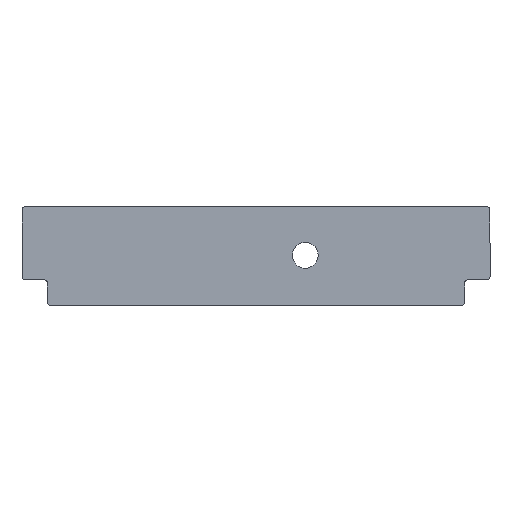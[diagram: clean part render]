
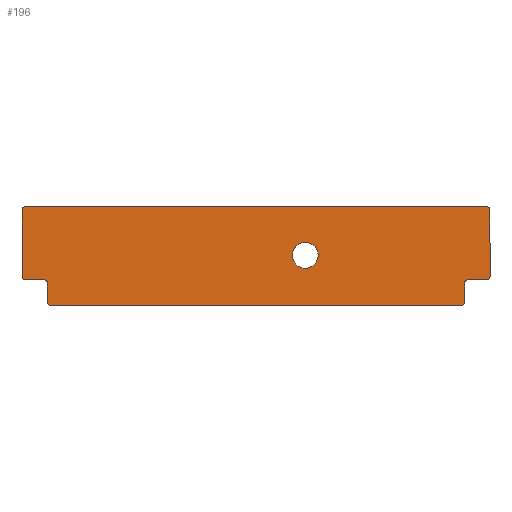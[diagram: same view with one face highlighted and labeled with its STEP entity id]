
A CAD part, top view. The second image highlights one B-rep face of the part: STEP entity #196.
In plain terms, the highlighted planar face has unit normal (0, 0, 1).
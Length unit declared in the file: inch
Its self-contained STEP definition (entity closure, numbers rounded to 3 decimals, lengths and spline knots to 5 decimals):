
#3 = VECTOR ( 'NONE', #130, 39.37008 ) ;
#7 = VECTOR ( 'NONE', #508, 39.37008 ) ;
#8 = DIRECTION ( 'NONE',  ( -1., 0., 0. ) ) ;
#14 = CARTESIAN_POINT ( 'NONE',  ( 9.375, 1.155, 0.25 ) ) ;
#16 = VERTEX_POINT ( 'NONE', #278 ) ;
#18 = EDGE_CURVE ( 'NONE', #147, #264, #214, .T. ) ;
#20 = ORIENTED_EDGE ( 'NONE', *, *, #491, .T. ) ;
#22 = CARTESIAN_POINT ( 'NONE',  ( 0., 0., 0.25 ) ) ;
#24 = CARTESIAN_POINT ( 'NONE',  ( -9.5, 4., 0.25 ) ) ;
#29 = VERTEX_POINT ( 'NONE', #316 ) ;
#31 = CARTESIAN_POINT ( 'NONE',  ( 2., 2.02756, 0.25 ) ) ;
#32 = AXIS2_PLACEMENT_3D ( 'NONE', #44, #126, #592 ) ;
#34 = EDGE_CURVE ( 'NONE', #66, #448, #160, .T. ) ;
#44 = CARTESIAN_POINT ( 'NONE',  ( 2., 2.02756, 0.25 ) ) ;
#46 = VECTOR ( 'NONE', #224, 39.37008 ) ;
#47 = LINE ( 'NONE', #477, #46 ) ;
#59 = VERTEX_POINT ( 'NONE', #490 ) ;
#60 = CARTESIAN_POINT ( 'NONE',  ( 8.595, 0.905, 0.25 ) ) ;
#62 = EDGE_CURVE ( 'NONE', #252, #16, #146, .T. ) ;
#64 = AXIS2_PLACEMENT_3D ( 'NONE', #481, #571, #97 ) ;
#65 = LINE ( 'NONE', #24, #3 ) ;
#66 = VERTEX_POINT ( 'NONE', #291 ) ;
#67 = EDGE_CURVE ( 'NONE', #427, #403, #65, .T. ) ;
#70 = VERTEX_POINT ( 'NONE', #120 ) ;
#72 = CARTESIAN_POINT ( 'NONE',  ( -8.5, 0., 0.25 ) ) ;
#81 = ORIENTED_EDGE ( 'NONE', *, *, #499, .T. ) ;
#89 = CARTESIAN_POINT ( 'NONE',  ( -8.47, 0., 0.25 ) ) ;
#94 = CARTESIAN_POINT ( 'NONE',  ( -8.345, 0., 0.25 ) ) ;
#97 = DIRECTION ( 'NONE',  ( -1., 0., 0. ) ) ;
#109 = VECTOR ( 'NONE', #364, 39.37008 ) ;
#114 = DIRECTION ( 'NONE',  ( 0., 0., 1. ) ) ;
#115 = DIRECTION ( 'NONE',  ( -1., 0., 0. ) ) ;
#118 = DIRECTION ( 'NONE',  ( 0., 0., 1. ) ) ;
#120 = CARTESIAN_POINT ( 'NONE',  ( 8.47, 0.905, 0.25 ) ) ;
#124 = EDGE_CURVE ( 'NONE', #16, #647, #650, .T. ) ;
#126 = DIRECTION ( 'NONE',  ( 0., 0., 1. ) ) ;
#130 = DIRECTION ( 'NONE',  ( -1., 0., 0. ) ) ;
#132 = CARTESIAN_POINT ( 'NONE',  ( -8.47, 0.905, 0.25 ) ) ;
#133 = DIRECTION ( 'NONE',  ( -1., 0., 0. ) ) ;
#134 = ORIENTED_EDGE ( 'NONE', *, *, #328, .F. ) ;
#139 = EDGE_CURVE ( 'NONE', #264, #159, #644, .T. ) ;
#146 = CIRCLE ( 'NONE', #595, 0.125 ) ;
#147 = VERTEX_POINT ( 'NONE', #435 ) ;
#148 = LINE ( 'NONE', #153, #109 ) ;
#149 = AXIS2_PLACEMENT_3D ( 'NONE', #22, #484, #493 ) ;
#153 = CARTESIAN_POINT ( 'NONE',  ( 9.5, 4., 0.25 ) ) ;
#154 = EDGE_CURVE ( 'NONE', #187, #252, #603, .T. ) ;
#156 = ORIENTED_EDGE ( 'NONE', *, *, #536, .T. ) ;
#159 = VERTEX_POINT ( 'NONE', #548 ) ;
#160 = CIRCLE ( 'NONE', #32, 0.525 ) ;
#162 = CARTESIAN_POINT ( 'NONE',  ( -9.375, 4., 0.25 ) ) ;
#164 = VERTEX_POINT ( 'NONE', #389 ) ;
#178 = DIRECTION ( 'NONE',  ( 0., -1., 0. ) ) ;
#180 = ORIENTED_EDGE ( 'NONE', *, *, #62, .T. ) ;
#181 = CARTESIAN_POINT ( 'NONE',  ( -9.5, 3.875, 0.25 ) ) ;
#182 = ORIENTED_EDGE ( 'NONE', *, *, #34, .F. ) ;
#186 = DIRECTION ( 'NONE',  ( 1., 0., 0. ) ) ;
#187 = VERTEX_POINT ( 'NONE', #181 ) ;
#191 = ORIENTED_EDGE ( 'NONE', *, *, #513, .T. ) ;
#192 = AXIS2_PLACEMENT_3D ( 'NONE', #14, #114, #333 ) ;
#196 = ADVANCED_FACE ( 'NONE', ( #432, #384 ), #488, .F. ) ;
#214 = CIRCLE ( 'NONE', #64, 0.125 ) ;
#216 = CIRCLE ( 'NONE', #192, 0.125 ) ;
#224 = DIRECTION ( 'NONE',  ( 0., 1., 0. ) ) ;
#227 = CARTESIAN_POINT ( 'NONE',  ( 9.375, 3.875, 0.25 ) ) ;
#230 = VECTOR ( 'NONE', #658, 39.37008 ) ;
#234 = CARTESIAN_POINT ( 'NONE',  ( -8.595, 1.03, 0.25 ) ) ;
#247 = LINE ( 'NONE', #345, #230 ) ;
#252 = VERTEX_POINT ( 'NONE', #609 ) ;
#264 = VERTEX_POINT ( 'NONE', #94 ) ;
#274 = VECTOR ( 'NONE', #178, 39.37008 ) ;
#276 = AXIS2_PLACEMENT_3D ( 'NONE', #60, #525, #8 ) ;
#277 = CARTESIAN_POINT ( 'NONE',  ( -9.375, 3.875, 0.25 ) ) ;
#278 = CARTESIAN_POINT ( 'NONE',  ( -9.375, 1.03, 0.25 ) ) ;
#282 = DIRECTION ( 'NONE',  ( 0., 0., 1. ) ) ;
#291 = CARTESIAN_POINT ( 'NONE',  ( 2., 1.50256, 0.25 ) ) ;
#292 = ORIENTED_EDGE ( 'NONE', *, *, #398, .T. ) ;
#297 = CIRCLE ( 'NONE', #385, 0.125 ) ;
#304 = VERTEX_POINT ( 'NONE', #312 ) ;
#306 = VECTOR ( 'NONE', #339, 39.37008 ) ;
#308 = AXIS2_PLACEMENT_3D ( 'NONE', #277, #587, #677 ) ;
#312 = CARTESIAN_POINT ( 'NONE',  ( 9.375, 1.03, 0.25 ) ) ;
#316 = CARTESIAN_POINT ( 'NONE',  ( 9.5, 3.875, 0.25 ) ) ;
#328 = EDGE_CURVE ( 'NONE', #448, #66, #494, .T. ) ;
#333 = DIRECTION ( 'NONE',  ( -1., 0., 0. ) ) ;
#338 = EDGE_CURVE ( 'NONE', #164, #304, #247, .T. ) ;
#339 = DIRECTION ( 'NONE',  ( 1., 0., 0. ) ) ;
#343 = CARTESIAN_POINT ( 'NONE',  ( -9.5, 4., 0.25 ) ) ;
#345 = CARTESIAN_POINT ( 'NONE',  ( 0., 1.03, 0.25 ) ) ;
#347 = VECTOR ( 'NONE', #186, 39.37008 ) ;
#353 = CARTESIAN_POINT ( 'NONE',  ( 9.5, 1.155, 0.25 ) ) ;
#364 = DIRECTION ( 'NONE',  ( 0., 1., 0. ) ) ;
#377 = EDGE_LOOP ( 'NONE', ( #594, #292, #191, #156, #511, #476, #81, #469, #521, #559, #506, #180, #531, #563, #20, #421 ) ) ;
#383 = AXIS2_PLACEMENT_3D ( 'NONE', #420, #516, #417 ) ;
#384 = FACE_OUTER_BOUND ( 'NONE', #377, .T. ) ;
#385 = AXIS2_PLACEMENT_3D ( 'NONE', #569, #515, #419 ) ;
#389 = CARTESIAN_POINT ( 'NONE',  ( 8.595, 1.03, 0.25 ) ) ;
#396 = CARTESIAN_POINT ( 'NONE',  ( 0., 1.03, 0.25 ) ) ;
#398 = EDGE_CURVE ( 'NONE', #159, #59, #634, .T. ) ;
#403 = VERTEX_POINT ( 'NONE', #162 ) ;
#413 = LINE ( 'NONE', #89, #7 ) ;
#417 = DIRECTION ( 'NONE',  ( -1., 0., 0. ) ) ;
#419 = DIRECTION ( 'NONE',  ( -1., 0., 0. ) ) ;
#420 = CARTESIAN_POINT ( 'NONE',  ( 8.345, 0.125, 0.25 ) ) ;
#421 = ORIENTED_EDGE ( 'NONE', *, *, #18, .T. ) ;
#427 = VERTEX_POINT ( 'NONE', #625 ) ;
#432 = FACE_BOUND ( 'NONE', #451, .T. ) ;
#433 = CIRCLE ( 'NONE', #308, 0.125 ) ;
#435 = CARTESIAN_POINT ( 'NONE',  ( -8.47, 0.125, 0.25 ) ) ;
#448 = VERTEX_POINT ( 'NONE', #657 ) ;
#451 = EDGE_LOOP ( 'NONE', ( #182, #134 ) ) ;
#462 = VERTEX_POINT ( 'NONE', #353 ) ;
#465 = AXIS2_PLACEMENT_3D ( 'NONE', #31, #655, #133 ) ;
#469 = ORIENTED_EDGE ( 'NONE', *, *, #641, .T. ) ;
#476 = ORIENTED_EDGE ( 'NONE', *, *, #678, .T. ) ;
#477 = CARTESIAN_POINT ( 'NONE',  ( 8.47, 0., 0.25 ) ) ;
#481 = CARTESIAN_POINT ( 'NONE',  ( -8.345, 0.125, 0.25 ) ) ;
#484 = DIRECTION ( 'NONE',  ( 0., 0., -1. ) ) ;
#488 = PLANE ( 'NONE',  #149 ) ;
#490 = CARTESIAN_POINT ( 'NONE',  ( 8.47, 0.125, 0.25 ) ) ;
#491 = EDGE_CURVE ( 'NONE', #656, #147, #413, .T. ) ;
#493 = DIRECTION ( 'NONE',  ( -1., 0., 0. ) ) ;
#494 = CIRCLE ( 'NONE', #465, 0.525 ) ;
#499 = EDGE_CURVE ( 'NONE', #462, #29, #148, .T. ) ;
#503 = EDGE_CURVE ( 'NONE', #647, #656, #297, .T. ) ;
#504 = CIRCLE ( 'NONE', #669, 0.125 ) ;
#506 = ORIENTED_EDGE ( 'NONE', *, *, #154, .T. ) ;
#508 = DIRECTION ( 'NONE',  ( 0., -1., 0. ) ) ;
#511 = ORIENTED_EDGE ( 'NONE', *, *, #338, .T. ) ;
#513 = EDGE_CURVE ( 'NONE', #59, #70, #47, .T. ) ;
#515 = DIRECTION ( 'NONE',  ( 0., 0., -1. ) ) ;
#516 = DIRECTION ( 'NONE',  ( 0., 0., 1. ) ) ;
#521 = ORIENTED_EDGE ( 'NONE', *, *, #67, .T. ) ;
#525 = DIRECTION ( 'NONE',  ( 0., 0., -1. ) ) ;
#531 = ORIENTED_EDGE ( 'NONE', *, *, #124, .T. ) ;
#535 = CARTESIAN_POINT ( 'NONE',  ( -9.375, 1.155, 0.25 ) ) ;
#536 = EDGE_CURVE ( 'NONE', #70, #164, #649, .T. ) ;
#544 = DIRECTION ( 'NONE',  ( -1., 0., 0. ) ) ;
#548 = CARTESIAN_POINT ( 'NONE',  ( 8.345, 0., 0.25 ) ) ;
#559 = ORIENTED_EDGE ( 'NONE', *, *, #561, .T. ) ;
#561 = EDGE_CURVE ( 'NONE', #403, #187, #433, .T. ) ;
#563 = ORIENTED_EDGE ( 'NONE', *, *, #503, .T. ) ;
#569 = CARTESIAN_POINT ( 'NONE',  ( -8.595, 0.905, 0.25 ) ) ;
#571 = DIRECTION ( 'NONE',  ( 0., 0., 1. ) ) ;
#587 = DIRECTION ( 'NONE',  ( 0., 0., 1. ) ) ;
#592 = DIRECTION ( 'NONE',  ( -1., 0., 0. ) ) ;
#594 = ORIENTED_EDGE ( 'NONE', *, *, #139, .T. ) ;
#595 = AXIS2_PLACEMENT_3D ( 'NONE', #535, #282, #115 ) ;
#603 = LINE ( 'NONE', #343, #274 ) ;
#609 = CARTESIAN_POINT ( 'NONE',  ( -9.5, 1.155, 0.25 ) ) ;
#625 = CARTESIAN_POINT ( 'NONE',  ( 9.375, 4., 0.25 ) ) ;
#634 = CIRCLE ( 'NONE', #383, 0.125 ) ;
#641 = EDGE_CURVE ( 'NONE', #29, #427, #504, .T. ) ;
#644 = LINE ( 'NONE', #72, #347 ) ;
#647 = VERTEX_POINT ( 'NONE', #234 ) ;
#649 = CIRCLE ( 'NONE', #276, 0.125 ) ;
#650 = LINE ( 'NONE', #396, #306 ) ;
#655 = DIRECTION ( 'NONE',  ( 0., 0., 1. ) ) ;
#656 = VERTEX_POINT ( 'NONE', #132 ) ;
#657 = CARTESIAN_POINT ( 'NONE',  ( 2., 2.55256, 0.25 ) ) ;
#658 = DIRECTION ( 'NONE',  ( 1., 0., 0. ) ) ;
#669 = AXIS2_PLACEMENT_3D ( 'NONE', #227, #118, #544 ) ;
#677 = DIRECTION ( 'NONE',  ( -1., 0., 0. ) ) ;
#678 = EDGE_CURVE ( 'NONE', #304, #462, #216, .T. ) ;
